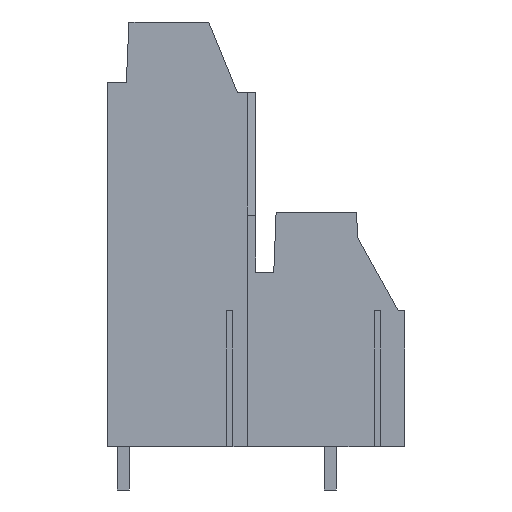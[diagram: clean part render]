
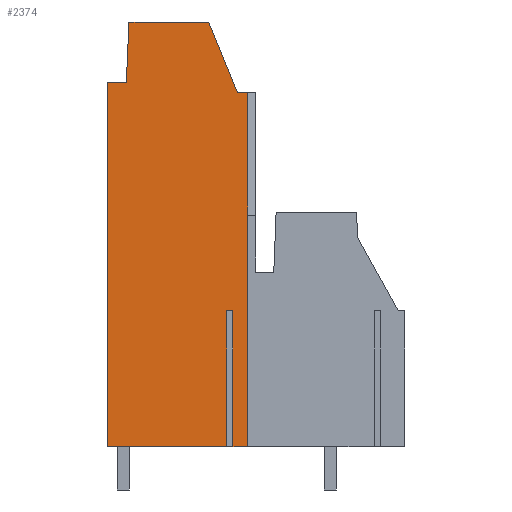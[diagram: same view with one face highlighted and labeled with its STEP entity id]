
A CAD part, left-side view. The second image highlights one B-rep face of the part: STEP entity #2374.
In plain terms, the highlighted planar face has unit normal (-1, 0, 0).
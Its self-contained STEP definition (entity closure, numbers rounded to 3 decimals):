
#2299=AXIS2_PLACEMENT_3D('Plane Axis2P3D',#2296,#2297,#2298) ;
#452=CARTESIAN_POINT('Vertex',(0.,21.94,3.2)) ;
#644=CARTESIAN_POINT('Vertex',(0.,11.574,3.2)) ;
#647=CARTESIAN_POINT('Line Origine',(0.,12.12,3.2)) ;
#651=CARTESIAN_POINT('Vertex',(0.,12.665,3.2)) ;
#700=CARTESIAN_POINT('Vertex',(0.,13.115,3.2)) ;
#703=CARTESIAN_POINT('Line Origine',(0.,17.528,3.2)) ;
#1080=CARTESIAN_POINT('Vertex',(0.,11.574,29.26)) ;
#1083=CARTESIAN_POINT('Line Origine',(0.,11.574,16.23)) ;
#2296=CARTESIAN_POINT('Axis2P3D Location',(0.,11.,17.2)) ;
#2301=CARTESIAN_POINT('Line Origine',(0.,21.94,16.625)) ;
#2305=CARTESIAN_POINT('Vertex',(0.,21.94,30.05)) ;
#2308=CARTESIAN_POINT('Line Origine',(0.,13.115,8.2)) ;
#2312=CARTESIAN_POINT('Vertex',(0.,13.115,13.2)) ;
#2315=CARTESIAN_POINT('Line Origine',(0.,12.89,13.2)) ;
#2319=CARTESIAN_POINT('Vertex',(0.,12.665,13.2)) ;
#2322=CARTESIAN_POINT('Line Origine',(0.,12.665,8.2)) ;
#2327=CARTESIAN_POINT('Line Origine',(0.,11.956,29.26)) ;
#2331=CARTESIAN_POINT('Vertex',(0.,12.337,29.26)) ;
#2334=CARTESIAN_POINT('Line Origine',(0.,13.393,31.865)) ;
#2338=CARTESIAN_POINT('Vertex',(0.,14.449,34.47)) ;
#2341=CARTESIAN_POINT('Line Origine',(0.,17.389,34.47)) ;
#2345=CARTESIAN_POINT('Vertex',(0.,20.328,34.47)) ;
#2348=CARTESIAN_POINT('Line Origine',(0.,20.424,32.26)) ;
#2352=CARTESIAN_POINT('Vertex',(0.,20.521,30.05)) ;
#2355=CARTESIAN_POINT('Line Origine',(0.,21.23,30.05)) ;
#648=DIRECTION('Vector Direction',(0.,1.,0.)) ;
#704=DIRECTION('Vector Direction',(0.,1.,0.)) ;
#1084=DIRECTION('Vector Direction',(0.,0.,1.)) ;
#2297=DIRECTION('Axis2P3D Direction',(1.,0.,0.)) ;
#2298=DIRECTION('Axis2P3D XDirection',(0.,1.,0.)) ;
#2302=DIRECTION('Vector Direction',(0.,0.,-1.)) ;
#2309=DIRECTION('Vector Direction',(0.,0.,1.)) ;
#2316=DIRECTION('Vector Direction',(0.,1.,0.)) ;
#2323=DIRECTION('Vector Direction',(0.,0.,1.)) ;
#2328=DIRECTION('Vector Direction',(0.,1.,0.)) ;
#2335=DIRECTION('Vector Direction',(0.,0.376,0.927)) ;
#2342=DIRECTION('Vector Direction',(0.,1.,0.)) ;
#2349=DIRECTION('Vector Direction',(0.,-0.044,0.999)) ;
#2356=DIRECTION('Vector Direction',(0.,1.,0.)) ;
#649=VECTOR('Line Direction',#648,1.) ;
#705=VECTOR('Line Direction',#704,1.) ;
#1085=VECTOR('Line Direction',#1084,1.) ;
#2303=VECTOR('Line Direction',#2302,1.) ;
#2310=VECTOR('Line Direction',#2309,1.) ;
#2317=VECTOR('Line Direction',#2316,1.) ;
#2324=VECTOR('Line Direction',#2323,1.) ;
#2329=VECTOR('Line Direction',#2328,1.) ;
#2336=VECTOR('Line Direction',#2335,1.) ;
#2343=VECTOR('Line Direction',#2342,1.) ;
#2350=VECTOR('Line Direction',#2349,1.) ;
#2357=VECTOR('Line Direction',#2356,1.) ;
#2361=ORIENTED_EDGE('',*,*,#2307,.T.) ;
#2362=ORIENTED_EDGE('',*,*,#707,.F.) ;
#2363=ORIENTED_EDGE('',*,*,#2314,.T.) ;
#2364=ORIENTED_EDGE('',*,*,#2321,.F.) ;
#2365=ORIENTED_EDGE('',*,*,#2326,.F.) ;
#2366=ORIENTED_EDGE('',*,*,#653,.F.) ;
#2367=ORIENTED_EDGE('',*,*,#1087,.T.) ;
#2368=ORIENTED_EDGE('',*,*,#2333,.T.) ;
#2369=ORIENTED_EDGE('',*,*,#2340,.T.) ;
#2370=ORIENTED_EDGE('',*,*,#2347,.T.) ;
#2371=ORIENTED_EDGE('',*,*,#2354,.F.) ;
#2372=ORIENTED_EDGE('',*,*,#2359,.T.) ;
#2374=ADVANCED_FACE('housing',(#2373),#2300,.F.) ;
#653=EDGE_CURVE('',#645,#652,#650,.T.) ;
#707=EDGE_CURVE('',#701,#453,#706,.T.) ;
#1087=EDGE_CURVE('',#645,#1081,#1086,.T.) ;
#2307=EDGE_CURVE('',#2306,#453,#2304,.T.) ;
#2314=EDGE_CURVE('',#701,#2313,#2311,.T.) ;
#2321=EDGE_CURVE('',#2320,#2313,#2318,.T.) ;
#2326=EDGE_CURVE('',#652,#2320,#2325,.T.) ;
#2333=EDGE_CURVE('',#1081,#2332,#2330,.T.) ;
#2340=EDGE_CURVE('',#2332,#2339,#2337,.T.) ;
#2347=EDGE_CURVE('',#2339,#2346,#2344,.T.) ;
#2354=EDGE_CURVE('',#2353,#2346,#2351,.T.) ;
#2359=EDGE_CURVE('',#2353,#2306,#2358,.T.) ;
#2360=EDGE_LOOP('',(#2361,#2362,#2363,#2364,#2365,#2366,#2367,#2368,#2369,#2370,#2371,#2372)) ;
#2373=FACE_OUTER_BOUND('',#2360,.T.) ;
#650=LINE('Line',#647,#649) ;
#706=LINE('Line',#703,#705) ;
#1086=LINE('Line',#1083,#1085) ;
#2304=LINE('Line',#2301,#2303) ;
#2311=LINE('Line',#2308,#2310) ;
#2318=LINE('Line',#2315,#2317) ;
#2325=LINE('Line',#2322,#2324) ;
#2330=LINE('Line',#2327,#2329) ;
#2337=LINE('Line',#2334,#2336) ;
#2344=LINE('Line',#2341,#2343) ;
#2351=LINE('Line',#2348,#2350) ;
#2358=LINE('Line',#2355,#2357) ;
#2300=PLANE('',#2299) ;
#453=VERTEX_POINT('',#452) ;
#645=VERTEX_POINT('',#644) ;
#652=VERTEX_POINT('',#651) ;
#701=VERTEX_POINT('',#700) ;
#1081=VERTEX_POINT('',#1080) ;
#2306=VERTEX_POINT('',#2305) ;
#2313=VERTEX_POINT('',#2312) ;
#2320=VERTEX_POINT('',#2319) ;
#2332=VERTEX_POINT('',#2331) ;
#2339=VERTEX_POINT('',#2338) ;
#2346=VERTEX_POINT('',#2345) ;
#2353=VERTEX_POINT('',#2352) ;
